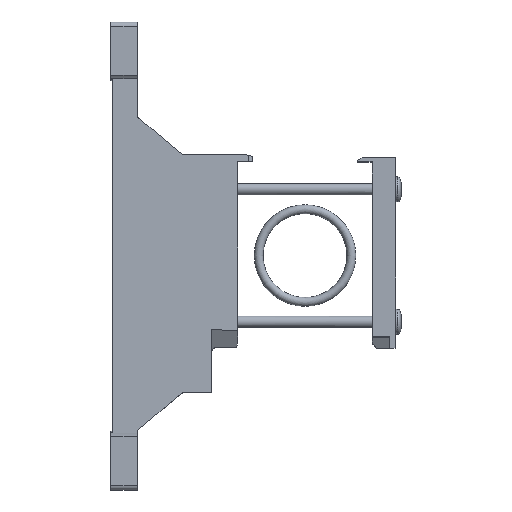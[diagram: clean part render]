
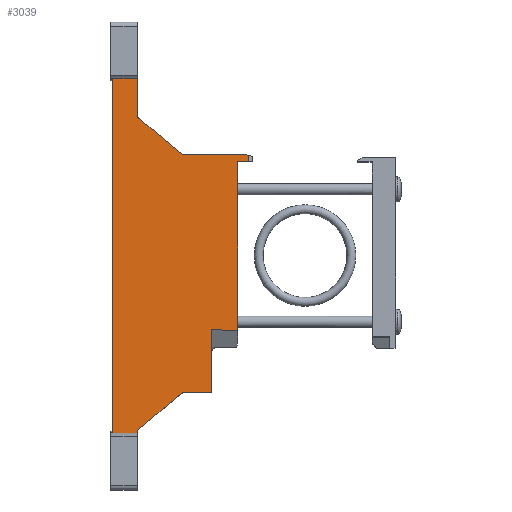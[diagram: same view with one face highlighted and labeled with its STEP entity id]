
A CAD part, top view. The second image highlights one B-rep face of the part: STEP entity #3039.
In plain terms, the highlighted planar face has unit normal (0.018, 0, 1).
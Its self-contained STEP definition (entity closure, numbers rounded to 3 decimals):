
#70=ELLIPSE('',#3774,1.,1.);
#71=ELLIPSE('',#3775,1.,1.);
#72=ELLIPSE('',#3776,1260.571,22.);
#73=ELLIPSE('',#3777,1260.571,22.);
#74=ELLIPSE('',#3778,0.8,0.8);
#75=ELLIPSE('',#3779,1.,1.);
#307=ORIENTED_EDGE('',*,*,#1211,.F.);
#308=ORIENTED_EDGE('',*,*,#1212,.T.);
#309=ORIENTED_EDGE('',*,*,#1168,.F.);
#310=ORIENTED_EDGE('',*,*,#1213,.F.);
#311=ORIENTED_EDGE('',*,*,#1214,.F.);
#312=ORIENTED_EDGE('',*,*,#1215,.F.);
#313=ORIENTED_EDGE('',*,*,#1216,.F.);
#314=ORIENTED_EDGE('',*,*,#1217,.F.);
#315=ORIENTED_EDGE('',*,*,#1218,.F.);
#316=ORIENTED_EDGE('',*,*,#1219,.F.);
#317=ORIENTED_EDGE('',*,*,#1220,.F.);
#318=ORIENTED_EDGE('',*,*,#1221,.T.);
#319=ORIENTED_EDGE('',*,*,#1222,.T.);
#320=ORIENTED_EDGE('',*,*,#1223,.T.);
#321=ORIENTED_EDGE('',*,*,#1224,.T.);
#322=ORIENTED_EDGE('',*,*,#1225,.T.);
#323=ORIENTED_EDGE('',*,*,#1226,.T.);
#324=ORIENTED_EDGE('',*,*,#1227,.F.);
#325=ORIENTED_EDGE('',*,*,#1228,.F.);
#326=ORIENTED_EDGE('',*,*,#1229,.F.);
#327=ORIENTED_EDGE('',*,*,#1230,.F.);
#328=ORIENTED_EDGE('',*,*,#1231,.F.);
#329=ORIENTED_EDGE('',*,*,#1232,.F.);
#1168=EDGE_CURVE('',#1621,#1622,#1930,.T.);
#1211=EDGE_CURVE('',#1662,#1663,#1961,.T.);
#1212=EDGE_CURVE('',#1662,#1622,#1962,.T.);
#1213=EDGE_CURVE('',#1664,#1621,#1963,.T.);
#1214=EDGE_CURVE('',#1665,#1664,#1964,.T.);
#1215=EDGE_CURVE('',#1666,#1665,#1965,.T.);
#1216=EDGE_CURVE('',#1667,#1666,#1966,.T.);
#1217=EDGE_CURVE('',#1668,#1667,#70,.T.);
#1218=EDGE_CURVE('',#1669,#1668,#1967,.T.);
#1219=EDGE_CURVE('',#1670,#1669,#71,.T.);
#1220=EDGE_CURVE('',#1671,#1670,#1968,.T.);
#1221=EDGE_CURVE('',#1671,#1672,#1969,.T.);
#1222=EDGE_CURVE('',#1672,#1673,#1970,.T.);
#1223=EDGE_CURVE('',#1673,#1674,#72,.T.);
#1224=EDGE_CURVE('',#1674,#1675,#1971,.T.);
#1225=EDGE_CURVE('',#1675,#1676,#73,.T.);
#1226=EDGE_CURVE('',#1676,#1677,#1972,.T.);
#1227=EDGE_CURVE('',#1678,#1677,#1973,.T.);
#1228=EDGE_CURVE('',#1679,#1678,#1974,.T.);
#1229=EDGE_CURVE('',#1680,#1679,#74,.T.);
#1230=EDGE_CURVE('',#1681,#1680,#1975,.T.);
#1231=EDGE_CURVE('',#1682,#1681,#75,.T.);
#1232=EDGE_CURVE('',#1663,#1682,#1976,.T.);
#1621=VERTEX_POINT('',#5001);
#1622=VERTEX_POINT('',#5002);
#1662=VERTEX_POINT('',#5090);
#1663=VERTEX_POINT('',#5091);
#1664=VERTEX_POINT('',#5094);
#1665=VERTEX_POINT('',#5096);
#1666=VERTEX_POINT('',#5098);
#1667=VERTEX_POINT('',#5100);
#1668=VERTEX_POINT('',#5102);
#1669=VERTEX_POINT('',#5104);
#1670=VERTEX_POINT('',#5106);
#1671=VERTEX_POINT('',#5108);
#1672=VERTEX_POINT('',#5110);
#1673=VERTEX_POINT('',#5112);
#1674=VERTEX_POINT('',#5114);
#1675=VERTEX_POINT('',#5116);
#1676=VERTEX_POINT('',#5118);
#1677=VERTEX_POINT('',#5120);
#1678=VERTEX_POINT('',#5122);
#1679=VERTEX_POINT('',#5124);
#1680=VERTEX_POINT('',#5126);
#1681=VERTEX_POINT('',#5128);
#1682=VERTEX_POINT('',#5130);
#1930=LINE('',#5000,#2231);
#1961=LINE('',#5089,#2262);
#1962=LINE('',#5092,#2263);
#1963=LINE('',#5093,#2264);
#1964=LINE('',#5095,#2265);
#1965=LINE('',#5097,#2266);
#1966=LINE('',#5099,#2267);
#1967=LINE('',#5103,#2268);
#1968=LINE('',#5107,#2269);
#1969=LINE('',#5109,#2270);
#1970=LINE('',#5111,#2271);
#1971=LINE('',#5115,#2272);
#1972=LINE('',#5119,#2273);
#1973=LINE('',#5121,#2274);
#1974=LINE('',#5123,#2275);
#1975=LINE('',#5127,#2276);
#1976=LINE('',#5131,#2277);
#2231=VECTOR('',#4073,1000.);
#2262=VECTOR('',#4138,1000.);
#2263=VECTOR('',#4139,1000.);
#2264=VECTOR('',#4140,1000.);
#2265=VECTOR('',#4141,1000.);
#2266=VECTOR('',#4142,1000.);
#2267=VECTOR('',#4143,1000.);
#2268=VECTOR('',#4146,1000.);
#2269=VECTOR('',#4149,1000.);
#2270=VECTOR('',#4150,1000.);
#2271=VECTOR('',#4151,1000.);
#2272=VECTOR('',#4154,1000.);
#2273=VECTOR('',#4157,1000.);
#2274=VECTOR('',#4158,1000.);
#2275=VECTOR('',#4159,1000.);
#2276=VECTOR('',#4162,1000.);
#2277=VECTOR('',#4165,1000.);
#2537=EDGE_LOOP('',(#307,#308,#309,#310,#311,#312,#313,#314,#315,#316,#317,
#318,#319,#320,#321,#322,#323,#324,#325,#326,#327,#328,#329));
#2738=FACE_BOUND('',#2537,.T.);
#2939=PLANE('',#3773);
#3039=ADVANCED_FACE('',(#2738),#2939,.T.);
#3773=AXIS2_PLACEMENT_3D('',#5088,#4136,#4137);
#3774=AXIS2_PLACEMENT_3D('',#5101,#4144,#4145);
#3775=AXIS2_PLACEMENT_3D('',#5105,#4147,#4148);
#3776=AXIS2_PLACEMENT_3D('',#5113,#4152,#4153);
#3777=AXIS2_PLACEMENT_3D('',#5117,#4155,#4156);
#3778=AXIS2_PLACEMENT_3D('',#5125,#4160,#4161);
#3779=AXIS2_PLACEMENT_3D('',#5129,#4163,#4164);
#4073=DIRECTION('',(0.,-1.,0.));
#4136=DIRECTION('',(0.017,0.,1.));
#4137=DIRECTION('',(1.,0.,-0.017));
#4138=DIRECTION('',(0.,-1.,0.));
#4139=DIRECTION('',(0.999,-0.03,-0.017));
#4140=DIRECTION('',(-1.,0.,0.017));
#4141=DIRECTION('',(0.,-1.,0.));
#4142=DIRECTION('',(0.966,-0.259,-0.017));
#4143=DIRECTION('',(1.,0.,-0.017));
#4144=DIRECTION('',(0.017,0.,1.));
#4145=DIRECTION('',(1.,0.,-0.017));
#4146=DIRECTION('',(0.766,-0.643,-0.013));
#4147=DIRECTION('',(0.017,0.,1.));
#4148=DIRECTION('',(1.,0.,-0.017));
#4149=DIRECTION('',(0.,-1.,0.));
#4150=DIRECTION('',(-1.,0.,0.017));
#4151=DIRECTION('',(0.,-1.,0.));
#4152=DIRECTION('',(0.017,0.,1.));
#4153=DIRECTION('',(-1.,0.,0.017));
#4154=DIRECTION('',(0.,-1.,0.));
#4155=DIRECTION('',(0.017,0.,1.));
#4156=DIRECTION('',(-1.,0.,0.017));
#4157=DIRECTION('',(0.,-1.,0.));
#4158=DIRECTION('',(-1.,0.,0.017));
#4159=DIRECTION('',(0.,-1.,0.));
#4160=DIRECTION('',(0.017,0.,1.));
#4161=DIRECTION('',(1.,0.,-0.017));
#4162=DIRECTION('',(-0.766,-0.643,0.013));
#4163=DIRECTION('',(0.017,0.,1.));
#4164=DIRECTION('',(1.,0.,-0.017));
#4165=DIRECTION('',(-1.,0.,0.017));
#5000=CARTESIAN_POINT('',(28.8,74.4,4.064));
#5001=CARTESIAN_POINT('',(28.8,74.4,4.064));
#5002=CARTESIAN_POINT('',(28.8,36.121,4.064));
#5088=CARTESIAN_POINT('',(31.314,93.2,4.02));
#5089=CARTESIAN_POINT('',(22.8,31.2,4.168));
#5090=CARTESIAN_POINT('',(22.8,36.302,4.168));
#5091=CARTESIAN_POINT('',(22.8,22.1,4.168));
#5092=CARTESIAN_POINT('',(29.588,36.097,4.05));
#5093=CARTESIAN_POINT('',(31.995,74.4,4.008));
#5094=CARTESIAN_POINT('',(31.314,74.4,4.02));
#5095=CARTESIAN_POINT('',(31.314,93.2,4.02));
#5096=CARTESIAN_POINT('',(31.314,75.776,4.02));
#5097=CARTESIAN_POINT('',(30.753,75.926,4.03));
#5098=CARTESIAN_POINT('',(30.85,75.9,4.028));
#5099=CARTESIAN_POINT('',(16.564,75.9,4.277));
#5100=CARTESIAN_POINT('',(16.664,75.9,4.275));
#5101=CARTESIAN_POINT('',(16.664,76.9,4.275));
#5102=CARTESIAN_POINT('',(16.021,76.134,4.287));
#5103=CARTESIAN_POINT('',(6.3,84.291,4.456));
#5104=CARTESIAN_POINT('',(6.357,84.243,4.455));
#5105=CARTESIAN_POINT('',(7.,85.009,4.444));
#5106=CARTESIAN_POINT('',(6.,85.009,4.462));
#5107=CARTESIAN_POINT('',(6.,115.,4.462));
#5108=CARTESIAN_POINT('',(6.,93.2,4.462));
#5109=CARTESIAN_POINT('',(31.314,93.2,4.02));
#5110=CARTESIAN_POINT('',(0.,93.2,4.566));
#5111=CARTESIAN_POINT('',(0.,105.,4.566));
#5112=CARTESIAN_POINT('',(0.,93.079,4.566));
#5113=CARTESIAN_POINT('',(261.605,114.6,0.));
#5114=CARTESIAN_POINT('',(0.5,93.077,4.558));
#5115=CARTESIAN_POINT('',(0.5,114.6,4.558));
#5116=CARTESIAN_POINT('',(0.5,12.923,4.558));
#5117=CARTESIAN_POINT('',(261.605,-8.6,0.));
#5118=CARTESIAN_POINT('',(0.,12.921,4.566));
#5119=CARTESIAN_POINT('',(0.,105.,4.566));
#5120=CARTESIAN_POINT('',(0.,12.8,4.566));
#5121=CARTESIAN_POINT('',(31.314,12.8,4.02));
#5122=CARTESIAN_POINT('',(6.,12.8,4.462));
#5123=CARTESIAN_POINT('',(6.,13.084,4.462));
#5124=CARTESIAN_POINT('',(6.,13.084,4.462));
#5125=CARTESIAN_POINT('',(6.8,13.084,4.448));
#5126=CARTESIAN_POINT('',(6.286,13.697,4.457));
#5127=CARTESIAN_POINT('',(15.963,21.817,4.288));
#5128=CARTESIAN_POINT('',(16.021,21.866,4.287));
#5129=CARTESIAN_POINT('',(16.664,21.1,4.275));
#5130=CARTESIAN_POINT('',(16.664,22.1,4.275));
#5131=CARTESIAN_POINT('',(22.698,22.1,4.17));
